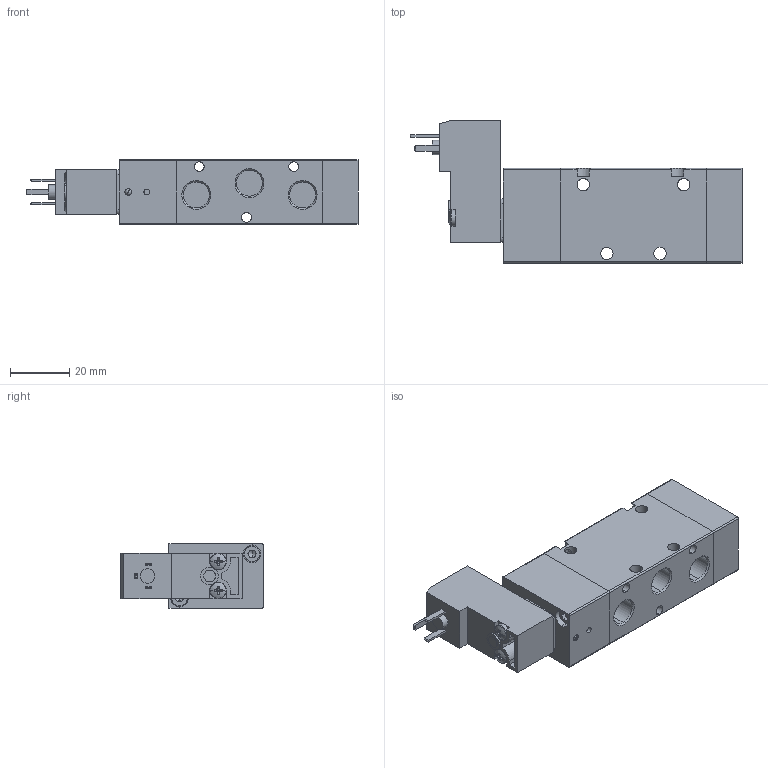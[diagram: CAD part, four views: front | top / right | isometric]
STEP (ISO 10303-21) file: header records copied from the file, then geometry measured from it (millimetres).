
FILE_DESCRIPTION (( 'STEP AP214' ), '1' );
FILE_NAME ('00_188_4.STEP', '2015-12-18T16:12:42', ( '' ), ( '' ), 'SwSTEP 2.0', 'SolidWorks 2015', '' );
FILE_SCHEMA (( 'AUTOMOTIVE_DESIGN' ));
Length unit declared in the file: millimetre
Products named in the file (1): 00_188_4
Bounding box: 112.4 x 48.1 x 22 mm (x, y, z)
Volume: 63867.8 mm3; surface area: 21555.2 mm2
Topology: 9 solids, 9 shells, 441 faces, 1065 edges, 661 vertices
Faces by surface type: plane 233, cylinder 109, cone 53, torus 20, bspline 20, sphere 6
Entity records: 15163 total; most frequent: CARTESIAN_POINT 3832, DIRECTION 2174, ORIENTED_EDGE 2096, EDGE_CURVE 1048, AXIS2_PLACEMENT_3D 796, VERTEX_POINT 658, LINE 582, VECTOR 582
